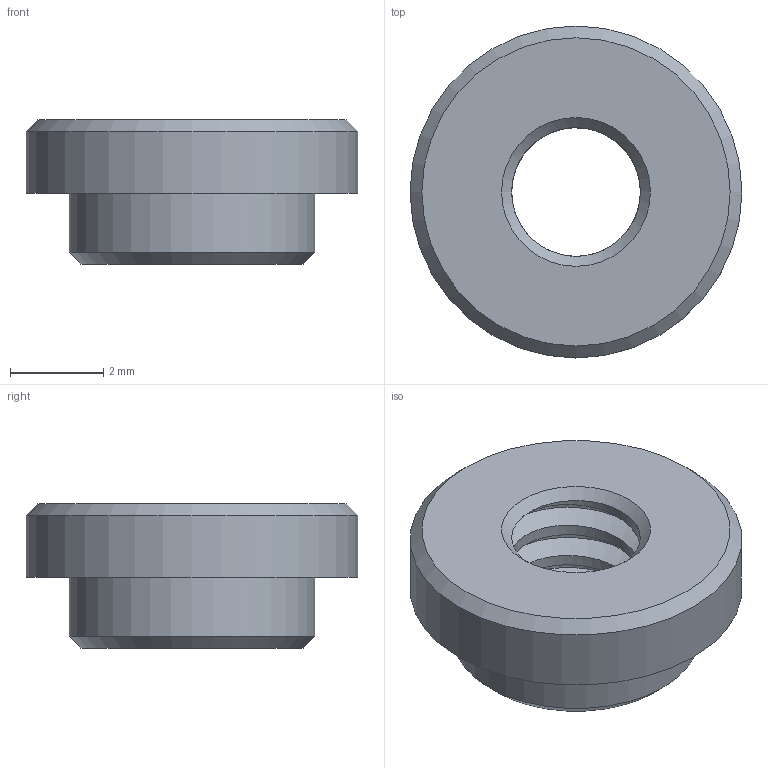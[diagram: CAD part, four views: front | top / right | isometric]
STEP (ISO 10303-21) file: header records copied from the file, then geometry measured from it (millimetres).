
FILE_DESCRIPTION(/* description */ (''),/* implementation_level */ '2;1');
FILE_NAME(/* name */ 'PCB_PEM_6-32 v1.step',/* time_stamp */ '2020-09-24T14:32:18-04:00',/* author */ (''),/* organization */ (''),/* preprocessor_version */ 'ST-DEVELOPER v18.1',/* originating_system */ 'Autodesk Translation Framework v9.3.0.1241',/* authorisation */ '');
FILE_SCHEMA (('AUTOMOTIVE_DESIGN { 1 0 10303 214 3 1 1 }'));
Length unit declared in the file: inch
Products named in the file (2): PCB_PEM_6-32; Component1
Assembly tree (1 placements, depth 2):
  PCB_PEM_6-32
    Component1
Bounding box: 7.14 x 7.14 x 3.1 mm (x, y, z)
Volume: 72.2 mm3; surface area: 167.2 mm2
Topology: 1 solids, 1 shells, 22 faces, 51 edges, 32 vertices
Faces by surface type: cylinder 11, plane 5, cone 4, bspline 2
Full cylindrical faces by diameter (mm): 2.769 x1, 3.505 x2, 5.283 x1, 7.137 x1
Entity records: 1208 total; most frequent: CARTESIAN_POINT 669, ORIENTED_EDGE 102, DIRECTION 93, EDGE_CURVE 51, AXIS2_PLACEMENT_3D 40, VERTEX_POINT 32, EDGE_LOOP 25, FACE_OUTER_BOUND 22
